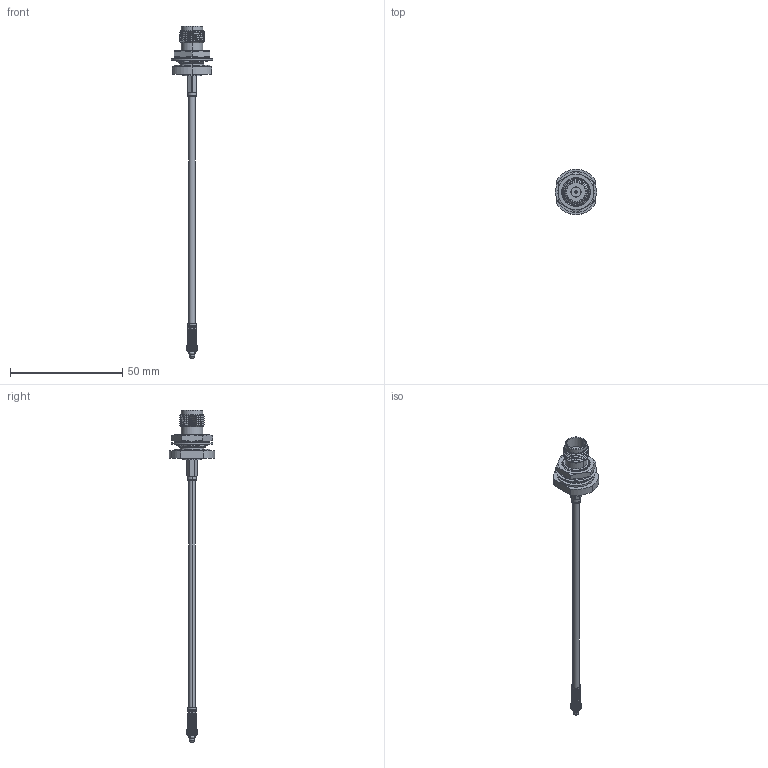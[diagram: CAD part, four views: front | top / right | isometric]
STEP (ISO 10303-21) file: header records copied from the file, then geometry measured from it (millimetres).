
FILE_DESCRIPTION (( 'STEP AP203' ), '1' );
FILE_NAME ('PE3W01379.step', '2019-09-11T23:26:49', ( '' ), ( '' ), 'SwSTEP 2.0', 'SolidWorks 2018', '' );
FILE_SCHEMA (( 'CONFIG_CONTROL_DESIGN' ));
Length unit declared in the file: inch
Products named in the file (4): PE4896; PE3W01379; PE44903_Crimped; Coax Cable_LMR-100A
Assembly tree (3 placements, depth 2):
  PE3W01379
    Coax Cable_LMR-100A
    PE4896
    PE44903_Crimped
Bounding box: 18.34 x 20.19 x 147.78 mm (x, y, z)
Volume: 3578.4 mm3; surface area: 4932.7 mm2
Topology: 11 solids, 11 shells, 2870 faces, 6375 edges, 3548 vertices
Faces by surface type: bspline 2089, cylinder 619, plane 111, cone 47, torus 4
Entity records: 110881 total; most frequent: CARTESIAN_POINT 70320, ORIENTED_EDGE 12750, EDGE_CURVE 6375, VERTEX_POINT 3548, EDGE_LOOP 2903, FACE_OUTER_BOUND 2870, ADVANCED_FACE 2870, B_SPLINE_CURVE_WITH_KNOTS 2806
